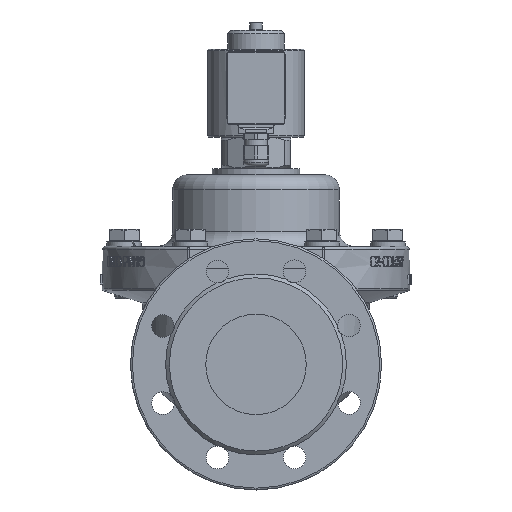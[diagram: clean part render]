
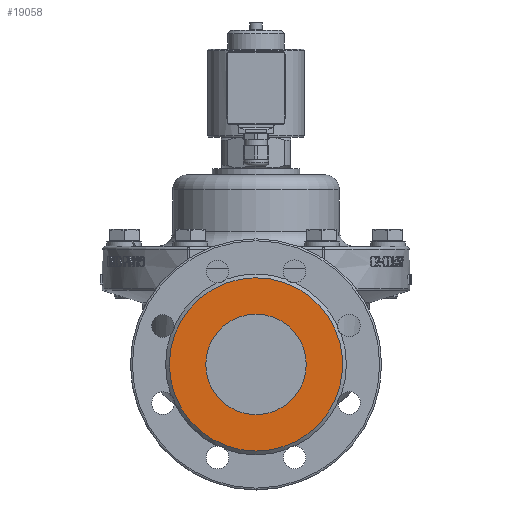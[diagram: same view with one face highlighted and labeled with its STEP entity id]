
A CAD part, front view. The second image highlights one B-rep face of the part: STEP entity #19058.
In plain terms, the highlighted planar face has unit normal (0, -1, 0).
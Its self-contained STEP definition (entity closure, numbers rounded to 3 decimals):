
#4062=PLANE('',#20625);
#4368=FACE_BOUND('',#6387,.T.);
#5088=FACE_OUTER_BOUND('',#6386,.T.);
#6386=EDGE_LOOP('',(#15335));
#6387=EDGE_LOOP('',(#15336));
#7011=CIRCLE('',#19632,40.);
#7454=CIRCLE('',#20626,69.);
#7714=VERTEX_POINT('',#25593);
#8849=VERTEX_POINT('',#35205);
#9582=EDGE_CURVE('',#7714,#7714,#7011,.T.);
#11236=EDGE_CURVE('',#8849,#8849,#7454,.T.);
#15335=ORIENTED_EDGE('',*,*,#11236,.F.);
#15336=ORIENTED_EDGE('',*,*,#9582,.T.);
#19058=ADVANCED_FACE('',(#5088,#4368),#4062,.T.);
#19632=AXIS2_PLACEMENT_3D('',#25594,#21287,#21288);
#20625=AXIS2_PLACEMENT_3D('',#35204,#23908,#23909);
#20626=AXIS2_PLACEMENT_3D('',#35206,#23910,#23911);
#21287=DIRECTION('center_axis',(0.,1.,0.));
#21288=DIRECTION('ref_axis',(1.,0.,0.));
#23908=DIRECTION('center_axis',(0.,-1.,0.));
#23909=DIRECTION('ref_axis',(0.,0.,-1.));
#23910=DIRECTION('center_axis',(0.,1.,0.));
#23911=DIRECTION('ref_axis',(0.,0.,1.));
#25593=CARTESIAN_POINT('',(40.3,-155.,0.));
#25594=CARTESIAN_POINT('Origin',(0.3,-155.,0.));
#35204=CARTESIAN_POINT('Origin',(0.3,-155.,0.));
#35205=CARTESIAN_POINT('',(0.3,-155.,-69.));
#35206=CARTESIAN_POINT('Origin',(0.3,-155.,0.));
